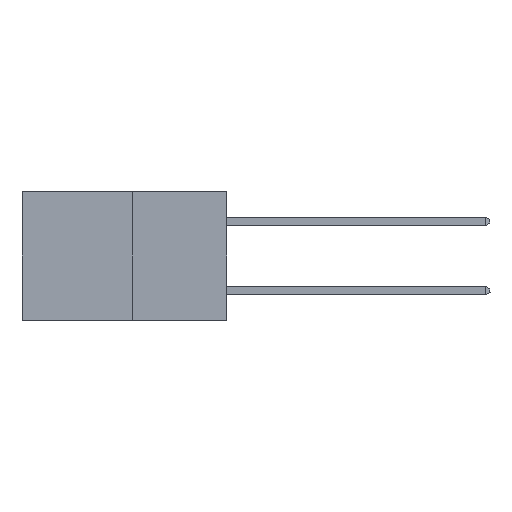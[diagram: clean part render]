
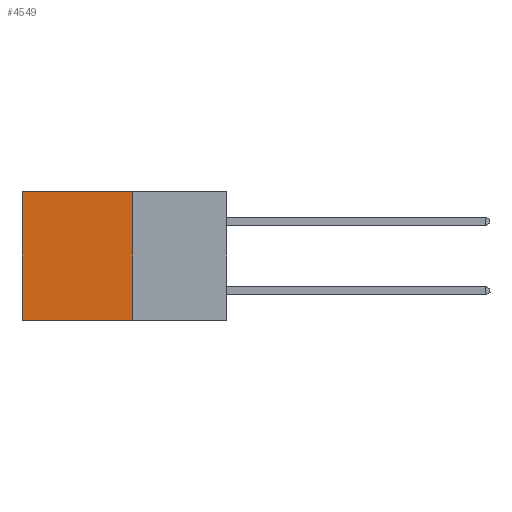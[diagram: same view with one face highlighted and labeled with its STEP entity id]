
A CAD part, left-side view. The second image highlights one B-rep face of the part: STEP entity #4549.
In plain terms, the highlighted planar face has unit normal (-1, 0, 0).
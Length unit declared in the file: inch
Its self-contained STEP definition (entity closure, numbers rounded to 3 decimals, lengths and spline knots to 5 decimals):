
#72 = DIRECTION ( 'NONE',  ( 0., 0., -1. ) ) ;
#231 = LINE ( 'NONE', #8933, #2306 ) ;
#990 = AXIS2_PLACEMENT_3D ( 'NONE', #2755, #10819, #3596 ) ;
#1021 = EDGE_CURVE ( 'NONE', #1053, #2905, #10418, .T. ) ;
#1053 = VERTEX_POINT ( 'NONE', #12907 ) ;
#1096 = LINE ( 'NONE', #5972, #6254 ) ;
#2306 = VECTOR ( 'NONE', #11185, 39.37008 ) ;
#2560 = EDGE_CURVE ( 'NONE', #10941, #2905, #3760, .T. ) ;
#2755 = CARTESIAN_POINT ( 'NONE',  ( 0.277, 0.27, -0.37 ) ) ;
#2905 = VERTEX_POINT ( 'NONE', #3434 ) ;
#2914 = EDGE_CURVE ( 'NONE', #5284, #1053, #231, .T. ) ;
#3309 = DIRECTION ( 'NONE',  ( 0., 1., 0. ) ) ;
#3434 = CARTESIAN_POINT ( 'NONE',  ( 0.277, 0.59, -0.37 ) ) ;
#3596 = DIRECTION ( 'NONE',  ( 0., 0., -1. ) ) ;
#3760 = LINE ( 'NONE', #9570, #9010 ) ;
#3763 = CARTESIAN_POINT ( 'NONE',  ( 0.277, 0.59, -0.37 ) ) ;
#4549 = ADVANCED_FACE ( 'NONE', ( #8207 ), #6140, .F. ) ;
#4796 = EDGE_LOOP ( 'NONE', ( #8791, #9995, #9571, #8160 ) ) ;
#5284 = VERTEX_POINT ( 'NONE', #7483 ) ;
#5377 = CARTESIAN_POINT ( 'NONE',  ( 0.277, 0.27, -0.37 ) ) ;
#5972 = CARTESIAN_POINT ( 'NONE',  ( 0.277, 0.27, -0.37 ) ) ;
#6140 = PLANE ( 'NONE',  #990 ) ;
#6254 = VECTOR ( 'NONE', #6346, 39.37008 ) ;
#6346 = DIRECTION ( 'NONE',  ( 0., 0., -1. ) ) ;
#7483 = CARTESIAN_POINT ( 'NONE',  ( 0.277, 0.27, 0. ) ) ;
#8160 = ORIENTED_EDGE ( 'NONE', *, *, #2914, .T. ) ;
#8207 = FACE_OUTER_BOUND ( 'NONE', #4796, .T. ) ;
#8791 = ORIENTED_EDGE ( 'NONE', *, *, #1021, .T. ) ;
#8933 = CARTESIAN_POINT ( 'NONE',  ( 0.277, 0.27, 0. ) ) ;
#9010 = VECTOR ( 'NONE', #3309, 39.37008 ) ;
#9570 = CARTESIAN_POINT ( 'NONE',  ( 0.277, 0.27, -0.37 ) ) ;
#9571 = ORIENTED_EDGE ( 'NONE', *, *, #9624, .F. ) ;
#9624 = EDGE_CURVE ( 'NONE', #5284, #10941, #1096, .T. ) ;
#9995 = ORIENTED_EDGE ( 'NONE', *, *, #2560, .F. ) ;
#10114 = VECTOR ( 'NONE', #72, 39.37008 ) ;
#10418 = LINE ( 'NONE', #3763, #10114 ) ;
#10819 = DIRECTION ( 'NONE',  ( 1., 0., 0. ) ) ;
#10941 = VERTEX_POINT ( 'NONE', #5377 ) ;
#11185 = DIRECTION ( 'NONE',  ( 0., 1., 0. ) ) ;
#12907 = CARTESIAN_POINT ( 'NONE',  ( 0.277, 0.59, 0. ) ) ;
